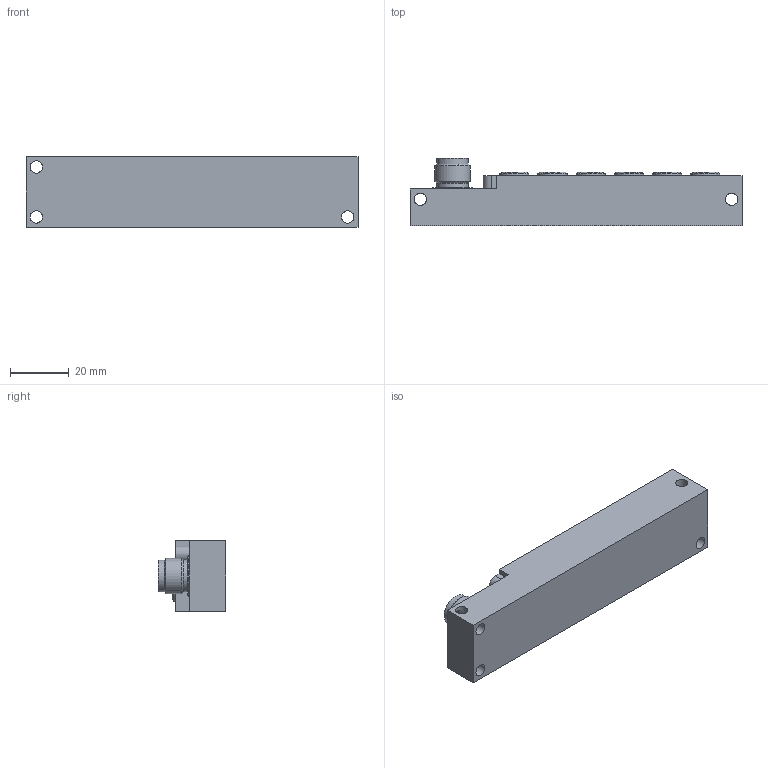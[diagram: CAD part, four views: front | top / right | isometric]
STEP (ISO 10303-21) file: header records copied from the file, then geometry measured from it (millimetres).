
FILE_DESCRIPTION(/* description */ ('STEP AP214'),/* implementation_level */ '2;1');
FILE_NAME(/* name */ '574587_NEDU-L6R1-M8G3L-M12G8',/* time_stamp */ '2024-09-12T21:38:14+02:00',/* author */ ('License CC BY-ND 4.0'),/* organization */ ('CADENAS'),/* preprocessor_version */ 'ST-DEVELOPER v19.3',/* originating_system */ 'PARTsolutions',/* authorisation */ ' ');
FILE_SCHEMA (('AUTOMOTIVE_DESIGN {1 0 10303 214 3 1 1}'));
Length unit declared in the file: millimetre
Products named in the file (1): 574587 NEDU-L6R1-M8G3L-M12G8
Bounding box: 113 x 23 x 24 mm (x, y, z)
Volume: 42113.4 mm3; surface area: 14022 mm2
Topology: 1 solids, 1 shells, 285 faces, 637 edges, 414 vertices
Faces by surface type: plane 166, cylinder 104, cone 15
Full cylindrical faces by diameter (mm): 0.8 x8, 1.2 x18, 2 x13, 4.2 x11, 5.65 x6, 6.917 x6, 10 x6, 10.773 x2, 12 x1, 14 x1
Entity records: 9506 total; most frequent: DIRECTION 1340, CARTESIAN_POINT 1244, ORIENTED_EDGE 1094, EDGE_CURVE 547, AXIS2_PLACEMENT_3D 507, EDGE_LOOP 448, FACE_BOUND 448, VERTEX_POINT 411
